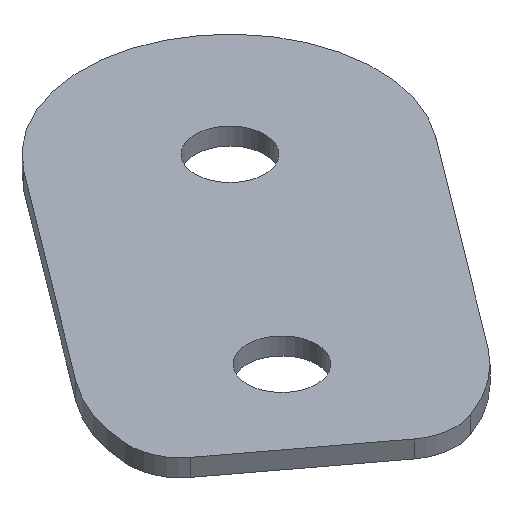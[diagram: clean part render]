
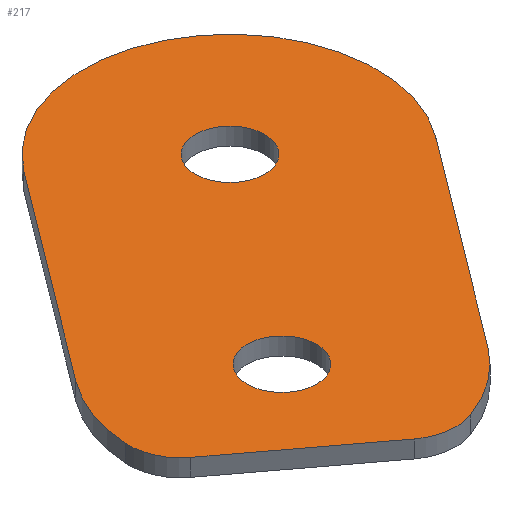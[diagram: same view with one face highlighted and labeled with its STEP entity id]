
A CAD part, isometric view. The second image highlights one B-rep face of the part: STEP entity #217.
In plain terms, the highlighted planar face has unit normal (0, 0, 1).
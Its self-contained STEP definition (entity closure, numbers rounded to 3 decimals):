
#15=FACE_BOUND('',#39,.T.);
#16=FACE_BOUND('',#40,.T.);
#19=PLANE('',#247);
#26=FACE_OUTER_BOUND('',#38,.T.);
#38=EDGE_LOOP('',(#156,#157,#158,#159,#160,#161,#162,#163));
#39=EDGE_LOOP('',(#164));
#40=EDGE_LOOP('',(#165));
#55=LINE('',#355,#71);
#56=LINE('',#361,#72);
#57=LINE('',#364,#73);
#71=VECTOR('',#286,10.);
#72=VECTOR('',#291,10.);
#73=VECTOR('',#294,10.);
#85=CIRCLE('',#243,3.);
#86=CIRCLE('',#245,8.5);
#88=CIRCLE('',#248,3.);
#89=CIRCLE('',#249,8.5);
#90=CIRCLE('',#250,8.5);
#91=CIRCLE('',#251,2.);
#92=CIRCLE('',#252,2.);
#100=VERTEX_POINT('',#342);
#101=VERTEX_POINT('',#344);
#102=VERTEX_POINT('',#348);
#104=VERTEX_POINT('',#354);
#105=VERTEX_POINT('',#356);
#106=VERTEX_POINT('',#358);
#107=VERTEX_POINT('',#360);
#108=VERTEX_POINT('',#362);
#109=VERTEX_POINT('',#365);
#110=VERTEX_POINT('',#367);
#120=EDGE_CURVE('',#100,#101,#85,.T.);
#122=EDGE_CURVE('',#101,#102,#86,.T.);
#125=EDGE_CURVE('',#100,#104,#55,.T.);
#126=EDGE_CURVE('',#105,#104,#88,.T.);
#127=EDGE_CURVE('',#106,#105,#89,.T.);
#128=EDGE_CURVE('',#107,#106,#56,.T.);
#129=EDGE_CURVE('',#108,#107,#90,.T.);
#130=EDGE_CURVE('',#102,#108,#57,.T.);
#131=EDGE_CURVE('',#109,#109,#91,.T.);
#132=EDGE_CURVE('',#110,#110,#92,.T.);
#156=ORIENTED_EDGE('',*,*,#120,.F.);
#157=ORIENTED_EDGE('',*,*,#125,.T.);
#158=ORIENTED_EDGE('',*,*,#126,.F.);
#159=ORIENTED_EDGE('',*,*,#127,.F.);
#160=ORIENTED_EDGE('',*,*,#128,.F.);
#161=ORIENTED_EDGE('',*,*,#129,.F.);
#162=ORIENTED_EDGE('',*,*,#130,.F.);
#163=ORIENTED_EDGE('',*,*,#122,.F.);
#164=ORIENTED_EDGE('',*,*,#131,.F.);
#165=ORIENTED_EDGE('',*,*,#132,.F.);
#217=ADVANCED_FACE('',(#26,#15,#16),#19,.F.);
#243=AXIS2_PLACEMENT_3D('',#345,#274,#275);
#245=AXIS2_PLACEMENT_3D('',#349,#279,#280);
#247=AXIS2_PLACEMENT_3D('',#353,#284,#285);
#248=AXIS2_PLACEMENT_3D('',#357,#287,#288);
#249=AXIS2_PLACEMENT_3D('',#359,#289,#290);
#250=AXIS2_PLACEMENT_3D('',#363,#292,#293);
#251=AXIS2_PLACEMENT_3D('',#366,#295,#296);
#252=AXIS2_PLACEMENT_3D('',#368,#297,#298);
#274=DIRECTION('center_axis',(0.,0.,
-1.));
#275=DIRECTION('ref_axis',(-0.909,-0.417,0.));
#279=DIRECTION('center_axis',(0.,0.,
-1.));
#280=DIRECTION('ref_axis',(0.8,-0.6,0.));
#284=DIRECTION('center_axis',(0.,0.,
-1.));
#285=DIRECTION('ref_axis',(1.,0.,0.));
#286=DIRECTION('',(0.8,-0.6,0.));
#287=DIRECTION('center_axis',(0.,0.,
-1.));
#288=DIRECTION('ref_axis',(-0.146,-0.989,0.));
#289=DIRECTION('center_axis',(0.,0.,
-1.));
#290=DIRECTION('ref_axis',(0.8,-0.6,0.));
#291=DIRECTION('',(-0.6,-0.8,0.));
#292=DIRECTION('center_axis',(0.,0.,
-1.));
#293=DIRECTION('ref_axis',(-0.8,0.6,0.));
#294=DIRECTION('',(0.6,0.8,0.));
#295=DIRECTION('center_axis',(0.,0.,
1.));
#296=DIRECTION('ref_axis',(1.,0.,0.));
#297=DIRECTION('center_axis',(0.,0.,
1.));
#298=DIRECTION('ref_axis',(1.,0.,0.));
#342=CARTESIAN_POINT('',(102.212,132.966,-11.));
#344=CARTESIAN_POINT('',(101.019,135.565,-11.));
#345=CARTESIAN_POINT('Origin',(104.012,135.366,-11.));
#348=CARTESIAN_POINT('',(102.7,140.1,-11.));
#349=CARTESIAN_POINT('Origin',(109.5,135.,-11.));
#353=CARTESIAN_POINT('Origin',(114.,141.044,-11.));
#354=CARTESIAN_POINT('',(109.588,127.434,-11.));
#355=CARTESIAN_POINT('',(101.083,133.812,-11.));
#356=CARTESIAN_POINT('',(112.418,127.016,-11.));
#357=CARTESIAN_POINT('Origin',(111.388,129.834,-11.));
#358=CARTESIAN_POINT('',(116.3,129.9,-11.));
#359=CARTESIAN_POINT('Origin',(109.5,135.,-11.));
#360=CARTESIAN_POINT('',(125.3,141.9,-11.));
#361=CARTESIAN_POINT('',(125.3,141.9,-11.));
#362=CARTESIAN_POINT('',(111.7,152.1,-11.));
#363=CARTESIAN_POINT('Origin',(118.5,147.,-11.));
#364=CARTESIAN_POINT('',(102.7,140.1,-11.));
#365=CARTESIAN_POINT('',(116.5,147.,-11.));
#366=CARTESIAN_POINT('Origin',(118.5,147.,-11.));
#367=CARTESIAN_POINT('',(107.5,135.,-11.));
#368=CARTESIAN_POINT('Origin',(109.5,135.,-11.));
